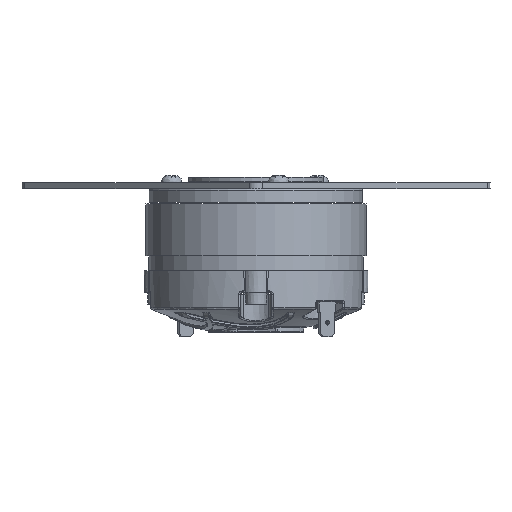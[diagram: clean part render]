
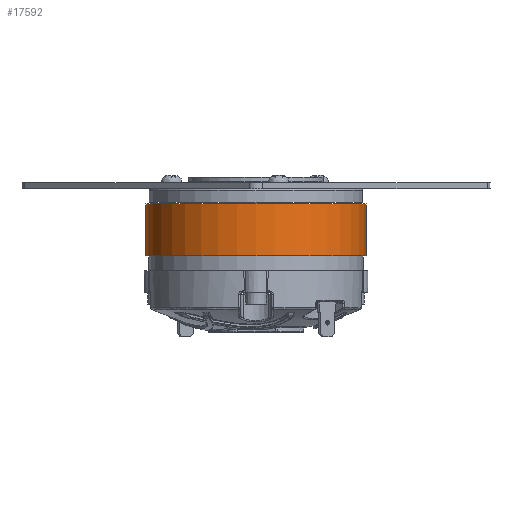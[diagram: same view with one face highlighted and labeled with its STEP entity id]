
A CAD part, front view. The second image highlights one B-rep face of the part: STEP entity #17592.
In plain terms, the highlighted cylindrical face has radius 36 mm (diameter 72 mm), a full revolution.
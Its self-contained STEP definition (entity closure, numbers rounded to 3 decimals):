
#28 = FACE_OUTER_BOUND ( 'NONE', #6829, .T. ) ;
#1102 = ORIENTED_EDGE ( 'NONE', *, *, #29211, .T. ) ;
#4176 = CARTESIAN_POINT ( 'NONE',  ( 36., 0., 17. ) ) ;
#5826 = AXIS2_PLACEMENT_3D ( 'NONE', #22790, #22327, #17915 ) ;
#6829 = EDGE_LOOP ( 'NONE', ( #1102 ) ) ;
#11830 = FACE_OUTER_BOUND ( 'NONE', #12214, .T. ) ;
#12214 = EDGE_LOOP ( 'NONE', ( #28693 ) ) ;
#15750 = DIRECTION ( 'NONE',  ( 1., 0., 0. ) ) ;
#16238 = AXIS2_PLACEMENT_3D ( 'NONE', #21386, #19346, #16670 ) ;
#16670 = DIRECTION ( 'NONE',  ( -1., 0., 0. ) ) ;
#17341 = EDGE_CURVE ( 'NONE', #23040, #23040, #23779, .T. ) ;
#17592 = ADVANCED_FACE ( 'NONE', ( #11830, #28 ), #26239, .T. ) ;
#17633 = CARTESIAN_POINT ( 'NONE',  ( 0., 0., 17. ) ) ;
#17915 = DIRECTION ( 'NONE',  ( 1., 0., 0. ) ) ;
#19346 = DIRECTION ( 'NONE',  ( 0., 0., -1. ) ) ;
#21386 = CARTESIAN_POINT ( 'NONE',  ( 0., 0., 17. ) ) ;
#22174 = CARTESIAN_POINT ( 'NONE',  ( 36., 0., 0. ) ) ;
#22327 = DIRECTION ( 'NONE',  ( 0., 0., 1. ) ) ;
#22790 = CARTESIAN_POINT ( 'NONE',  ( 0., 0., 0. ) ) ;
#23040 = VERTEX_POINT ( 'NONE', #4176 ) ;
#23779 = CIRCLE ( 'NONE', #28263, 36. ) ;
#26239 = CYLINDRICAL_SURFACE ( 'NONE', #16238, 36. ) ;
#27049 = VERTEX_POINT ( 'NONE', #22174 ) ;
#27212 = DIRECTION ( 'NONE',  ( 0., 0., 1. ) ) ;
#27858 = CIRCLE ( 'NONE', #5826, 36. ) ;
#28263 = AXIS2_PLACEMENT_3D ( 'NONE', #17633, #27212, #15750 ) ;
#28693 = ORIENTED_EDGE ( 'NONE', *, *, #17341, .F. ) ;
#29211 = EDGE_CURVE ( 'NONE', #27049, #27049, #27858, .T. ) ;
